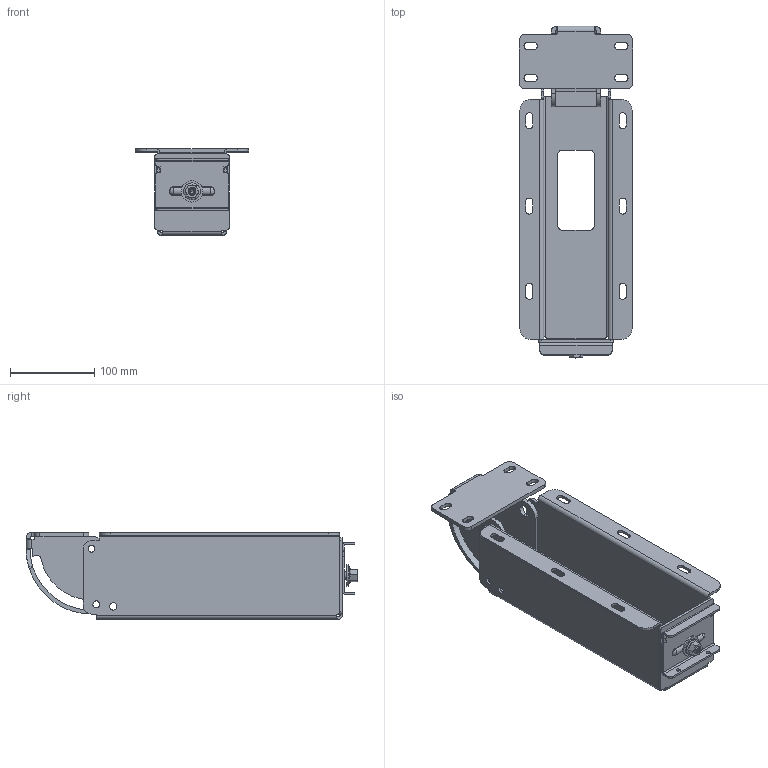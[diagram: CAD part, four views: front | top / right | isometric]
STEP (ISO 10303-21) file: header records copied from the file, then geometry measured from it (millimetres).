
FILE_DESCRIPTION (( 'STEP AP214' ), '1' );
FILE_NAME ('V1800 Mounting Model.STEP', '2017-05-25T02:17:27', ( '' ), ( '' ), 'SwSTEP 2.0', 'SolidWorks 2014', '' );
FILE_SCHEMA (( 'AUTOMOTIVE_DESIGN' ));
Length unit declared in the file: inch
Products named in the file (3): 31659; V1800 Housing; V1800 Mounting Model
Assembly tree (2 placements, depth 2):
  V1800 Mounting Model
    V1800 Housing
    31659
Bounding box: 134.94 x 395.02 x 103.19 mm (x, y, z)
Volume: 469240.6 mm3; surface area: 288537.4 mm2
Topology: 6 solids, 7 shells, 379 faces, 1100 edges, 735 vertices
Faces by surface type: cylinder 197, plane 145, bspline 33, cone 4
Entity records: 23784 total; most frequent: CARTESIAN_POINT 9988, ORIENTED_EDGE 2196, DIRECTION 2095, EDGE_CURVE 1098, AXIS2_PLACEMENT_3D 752, VERTEX_POINT 735, LINE 591, VECTOR 591
